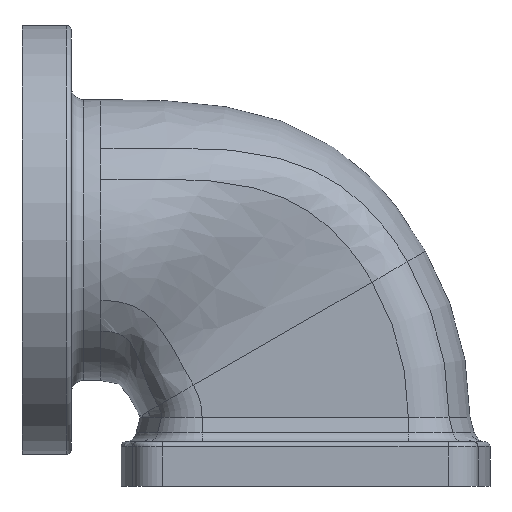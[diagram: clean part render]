
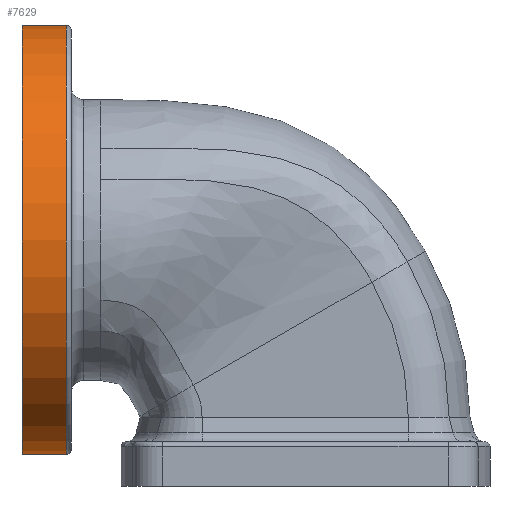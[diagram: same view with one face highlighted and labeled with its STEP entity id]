
A CAD part, front view. The second image highlights one B-rep face of the part: STEP entity #7629.
In plain terms, the highlighted cylindrical face has radius 87 mm (diameter 174 mm), a partial arc.
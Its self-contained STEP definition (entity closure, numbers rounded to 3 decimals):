
#753 = DIRECTION ( 'NONE',  ( 0., 0., -1. ) ) ;
#754 = DIRECTION ( 'NONE',  ( 1., 0., 0. ) ) ;
#755 = CARTESIAN_POINT ( 'NONE',  ( -118., -15., 15. ) ) ;
#951 = EDGE_LOOP ( 'NONE', ( #1213, #1214, #1215, #1216 ) ) ;
#1213 = ORIENTED_EDGE ( 'NONE', *, *, #4655, .F. ) ;
#1214 = ORIENTED_EDGE ( 'NONE', *, *, #4694, .T. ) ;
#1215 = ORIENTED_EDGE ( 'NONE', *, *, #4647, .T. ) ;
#1216 = ORIENTED_EDGE ( 'NONE', *, *, #4690, .T. ) ;
#1446 = VERTEX_POINT ( 'NONE', #1746 ) ;
#1447 = VERTEX_POINT ( 'NONE', #1747 ) ;
#1484 = VERTEX_POINT ( 'NONE', #1784 ) ;
#1485 = VERTEX_POINT ( 'NONE', #1785 ) ;
#1746 = CARTESIAN_POINT ( 'NONE',  ( -97., -15., 102. ) ) ;
#1747 = CARTESIAN_POINT ( 'NONE',  ( -97., -15., -72. ) ) ;
#1784 = CARTESIAN_POINT ( 'NONE',  ( -115., -15., -72. ) ) ;
#1785 = CARTESIAN_POINT ( 'NONE',  ( -115., -15., 102. ) ) ;
#2599 = FACE_OUTER_BOUND ( 'NONE', #951, .T. ) ;
#2602 = CYLINDRICAL_SURFACE ( 'NONE', #5907, 87. ) ;
#3564 = VECTOR ( 'NONE', #6668, 1000. ) ;
#3568 = LINE ( 'NONE', #6666, #3564 ) ;
#3573 = LINE ( 'NONE', #6778, #3579 ) ;
#3579 = VECTOR ( 'NONE', #6779, 1000. ) ;
#3611 = CIRCLE ( 'NONE', #4866, 87. ) ;
#3616 = CIRCLE ( 'NONE', #4877, 87. ) ;
#4647 = EDGE_CURVE ( 'NONE', #1484, #1447, #3568, .T. ) ;
#4655 = EDGE_CURVE ( 'NONE', #1485, #1446, #3573, .T. ) ;
#4690 = EDGE_CURVE ( 'NONE', #1447, #1446, #3611, .T. ) ;
#4694 = EDGE_CURVE ( 'NONE', #1485, #1484, #3616, .T. ) ;
#4866 = AXIS2_PLACEMENT_3D ( 'NONE', #7026, #7030, #7031 ) ;
#4877 = AXIS2_PLACEMENT_3D ( 'NONE', #7034, #7041, #7042 ) ;
#5907 = AXIS2_PLACEMENT_3D ( 'NONE', #755, #754, #753 ) ;
#6666 = CARTESIAN_POINT ( 'NONE',  ( -118., -15., -72. ) ) ;
#6668 = DIRECTION ( 'NONE',  ( 1., 0., 0. ) ) ;
#6778 = CARTESIAN_POINT ( 'NONE',  ( -118., -15., 102. ) ) ;
#6779 = DIRECTION ( 'NONE',  ( 1., 0., 0. ) ) ;
#7026 = CARTESIAN_POINT ( 'NONE',  ( -97., -15., 15. ) ) ;
#7030 = DIRECTION ( 'NONE',  ( -1., 0., 0. ) ) ;
#7031 = DIRECTION ( 'NONE',  ( 0., 0., -1. ) ) ;
#7034 = CARTESIAN_POINT ( 'NONE',  ( -115., -15., 15. ) ) ;
#7041 = DIRECTION ( 'NONE',  ( 1., 0., 0. ) ) ;
#7042 = DIRECTION ( 'NONE',  ( 0., 0., 1. ) ) ;
#7629 = ADVANCED_FACE ( 'NONE', ( #2599 ), #2602, .T. ) ;
